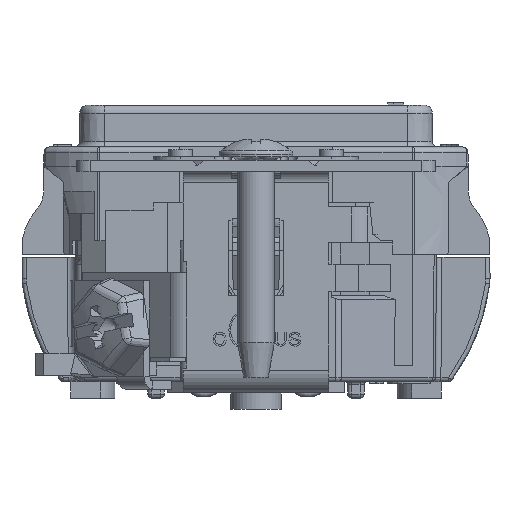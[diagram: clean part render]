
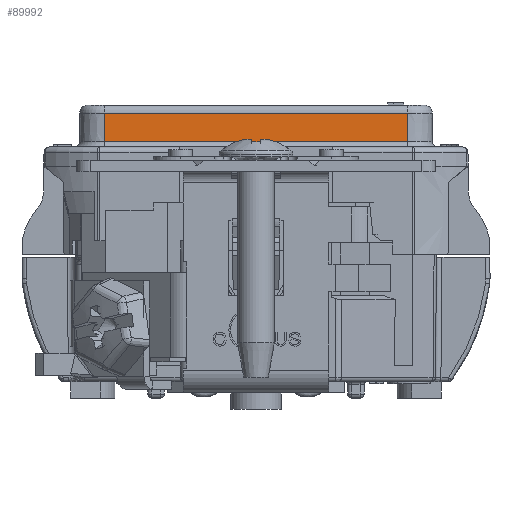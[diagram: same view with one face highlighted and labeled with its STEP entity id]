
A CAD part, front view. The second image highlights one B-rep face of the part: STEP entity #89992.
In plain terms, the highlighted planar face has unit normal (0, -1, 0.009).
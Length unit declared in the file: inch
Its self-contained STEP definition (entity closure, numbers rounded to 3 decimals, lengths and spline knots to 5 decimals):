
#13588 = ORIENTED_EDGE ( 'NONE', *, *, #61165, .T. ) ;
#19025 = EDGE_CURVE ( 'NONE', #68288, #221575, #42507, .T. ) ;
#26024 = ORIENTED_EDGE ( 'NONE', *, *, #154861, .T. ) ;
#34118 = LINE ( 'NONE', #121429, #161833 ) ;
#42507 = LINE ( 'NONE', #114628, #169561 ) ;
#47925 = LINE ( 'NONE', #82908, #173683 ) ;
#49544 = CARTESIAN_POINT ( 'NONE',  ( -0.61332, -1.56098, 0.93093 ) ) ;
#50862 = ORIENTED_EDGE ( 'NONE', *, *, #19025, .T. ) ;
#60249 = CARTESIAN_POINT ( 'NONE',  ( 0.49268, -1.56115, 0.91111 ) ) ;
#61165 = EDGE_CURVE ( 'NONE', #164313, #204382, #34118, .T. ) ;
#64773 = ORIENTED_EDGE ( 'NONE', *, *, #147688, .T. ) ;
#68288 = VERTEX_POINT ( 'NONE', #49544 ) ;
#72888 = AXIS2_PLACEMENT_3D ( 'NONE', #180067, #148429, #216083 ) ;
#77511 = DIRECTION ( 'NONE',  ( 1., 0., 0. ) ) ;
#82908 = CARTESIAN_POINT ( 'NONE',  ( -0.61332, -1.56115, 0.91111 ) ) ;
#89992 = ADVANCED_FACE ( 'NONE', ( #181202 ), #145030, .T. ) ;
#95182 = DIRECTION ( 'NONE',  ( 0., 0.009, 1. ) ) ;
#105171 = DIRECTION ( 'NONE',  ( -1., 0., 0. ) ) ;
#109720 = VECTOR ( 'NONE', #95182, 39.37008 ) ;
#114628 = CARTESIAN_POINT ( 'NONE',  ( 0.49268, -1.56098, 0.93093 ) ) ;
#121429 = CARTESIAN_POINT ( 'NONE',  ( -0.70532, -1.56008, 1.03437 ) ) ;
#145030 = PLANE ( 'NONE',  #72888 ) ;
#147404 = LINE ( 'NONE', #60249, #109720 ) ;
#147688 = EDGE_CURVE ( 'NONE', #221575, #164313, #147404, .T. ) ;
#148429 = DIRECTION ( 'NONE',  ( 0., -1., 0.009 ) ) ;
#154861 = EDGE_CURVE ( 'NONE', #204382, #68288, #47925, .T. ) ;
#157963 = CARTESIAN_POINT ( 'NONE',  ( 0.49268, -1.56008, 1.03437 ) ) ;
#161833 = VECTOR ( 'NONE', #105171, 39.37008 ) ;
#164313 = VERTEX_POINT ( 'NONE', #157963 ) ;
#169561 = VECTOR ( 'NONE', #77511, 39.37008 ) ;
#173683 = VECTOR ( 'NONE', #208483, 39.37008 ) ;
#177654 = EDGE_LOOP ( 'NONE', ( #26024, #50862, #64773, #13588 ) ) ;
#180067 = CARTESIAN_POINT ( 'NONE',  ( -0.70532, -1.56115, 0.91111 ) ) ;
#181202 = FACE_OUTER_BOUND ( 'NONE', #177654, .T. ) ;
#187956 = CARTESIAN_POINT ( 'NONE',  ( 0.49268, -1.56098, 0.93093 ) ) ;
#204382 = VERTEX_POINT ( 'NONE', #227590 ) ;
#208483 = DIRECTION ( 'NONE',  ( 0., -0.009, -1. ) ) ;
#216083 = DIRECTION ( 'NONE',  ( 0., -0.009, -1. ) ) ;
#221575 = VERTEX_POINT ( 'NONE', #187956 ) ;
#227590 = CARTESIAN_POINT ( 'NONE',  ( -0.61332, -1.56008, 1.03437 ) ) ;
